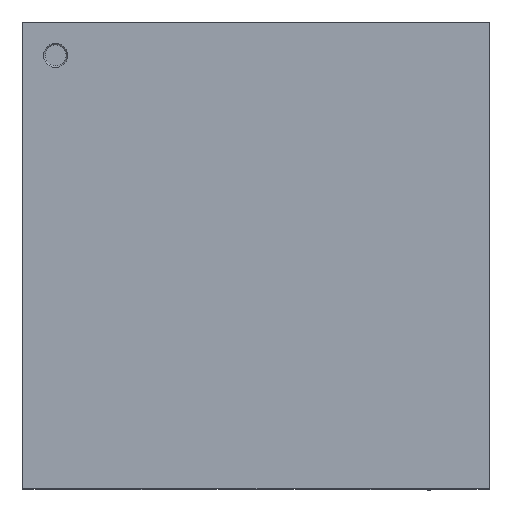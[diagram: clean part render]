
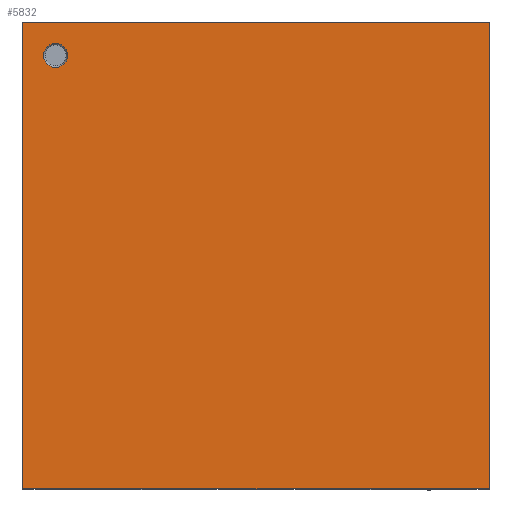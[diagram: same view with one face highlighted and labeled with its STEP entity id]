
A CAD part, top view. The second image highlights one B-rep face of the part: STEP entity #5832.
In plain terms, the highlighted planar face has unit normal (0, 0, 1).
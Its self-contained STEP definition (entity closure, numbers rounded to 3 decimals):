
#16 = CARTESIAN_POINT ( 'NONE',  ( -2.15, 2.15, 0.8 ) ) ;
#171 = DIRECTION ( 'NONE',  ( 1., 0., 0. ) ) ;
#623 = DIRECTION ( 'NONE',  ( 1., 0., 0. ) ) ;
#837 = AXIS2_PLACEMENT_3D ( 'NONE', #9735, #5200, #623 ) ;
#856 = VERTEX_POINT ( 'NONE', #4967 ) ;
#1353 = AXIS2_PLACEMENT_3D ( 'NONE', #2371, #2408, #171 ) ;
#1392 = EDGE_CURVE ( 'NONE', #856, #6501, #6221, .T. ) ;
#1949 = CARTESIAN_POINT ( 'NONE',  ( -2.5, -2.5, 0.8 ) ) ;
#2263 = ORIENTED_EDGE ( 'NONE', *, *, #2642, .T. ) ;
#2356 = VECTOR ( 'NONE', #5660, 1000. ) ;
#2371 = CARTESIAN_POINT ( 'NONE',  ( -2.15, 2.15, 0.8 ) ) ;
#2408 = DIRECTION ( 'NONE',  ( 0., 0., 1. ) ) ;
#2595 = LINE ( 'NONE', #3427, #2356 ) ;
#2642 = EDGE_CURVE ( 'NONE', #6439, #856, #2595, .T. ) ;
#2935 = EDGE_CURVE ( 'NONE', #6387, #5811, #4755, .T. ) ;
#3302 = CIRCLE ( 'NONE', #1353, 0.13 ) ;
#3385 = EDGE_CURVE ( 'NONE', #5811, #6387, #3302, .T. ) ;
#3427 = CARTESIAN_POINT ( 'NONE',  ( -2.5, 2.5, 0.8 ) ) ;
#3587 = ORIENTED_EDGE ( 'NONE', *, *, #3696, .T. ) ;
#3679 = DIRECTION ( 'NONE',  ( 1., 0., 0. ) ) ;
#3696 = EDGE_CURVE ( 'NONE', #5305, #6439, #4914, .T. ) ;
#4138 = CARTESIAN_POINT ( 'NONE',  ( -2.28, 2.15, 0.8 ) ) ;
#4156 = CARTESIAN_POINT ( 'NONE',  ( 2.5, -2.5, 0.8 ) ) ;
#4203 = VECTOR ( 'NONE', #6206, 1000. ) ;
#4382 = CARTESIAN_POINT ( 'NONE',  ( -2.02, 2.15, 0.8 ) ) ;
#4693 = VECTOR ( 'NONE', #5370, 1000. ) ;
#4755 = CIRCLE ( 'NONE', #8330, 0.13 ) ;
#4914 = LINE ( 'NONE', #6098, #4693 ) ;
#4967 = CARTESIAN_POINT ( 'NONE',  ( -2.5, 2.5, 0.8 ) ) ;
#5200 = DIRECTION ( 'NONE',  ( 0., 0., 1. ) ) ;
#5246 = ORIENTED_EDGE ( 'NONE', *, *, #2935, .F. ) ;
#5305 = VERTEX_POINT ( 'NONE', #4156 ) ;
#5370 = DIRECTION ( 'NONE',  ( 0., 1., 0. ) ) ;
#5398 = DIRECTION ( 'NONE',  ( 1., 0., 0. ) ) ;
#5560 = CARTESIAN_POINT ( 'NONE',  ( -2.5, 2.5, 0.8 ) ) ;
#5660 = DIRECTION ( 'NONE',  ( -1., 0., 0. ) ) ;
#5778 = VECTOR ( 'NONE', #5398, 1000. ) ;
#5811 = VERTEX_POINT ( 'NONE', #4382 ) ;
#5832 = ADVANCED_FACE ( 'NONE', ( #5960, #7727 ), #6681, .T. ) ;
#5936 = DIRECTION ( 'NONE',  ( 0., 0., 1. ) ) ;
#5960 = FACE_BOUND ( 'NONE', #8798, .T. ) ;
#6098 = CARTESIAN_POINT ( 'NONE',  ( 2.5, 2.5, 0.8 ) ) ;
#6206 = DIRECTION ( 'NONE',  ( 0., -1., 0. ) ) ;
#6221 = LINE ( 'NONE', #5560, #4203 ) ;
#6387 = VERTEX_POINT ( 'NONE', #4138 ) ;
#6439 = VERTEX_POINT ( 'NONE', #7197 ) ;
#6501 = VERTEX_POINT ( 'NONE', #1949 ) ;
#6681 = PLANE ( 'NONE',  #837 ) ;
#7197 = CARTESIAN_POINT ( 'NONE',  ( 2.5, 2.5, 0.8 ) ) ;
#7727 = FACE_OUTER_BOUND ( 'NONE', #7877, .T. ) ;
#7835 = ORIENTED_EDGE ( 'NONE', *, *, #1392, .T. ) ;
#7877 = EDGE_LOOP ( 'NONE', ( #7835, #8991, #3587, #2263 ) ) ;
#8156 = EDGE_CURVE ( 'NONE', #6501, #5305, #9796, .T. ) ;
#8330 = AXIS2_PLACEMENT_3D ( 'NONE', #16, #5936, #3679 ) ;
#8798 = EDGE_LOOP ( 'NONE', ( #9383, #5246 ) ) ;
#8991 = ORIENTED_EDGE ( 'NONE', *, *, #8156, .T. ) ;
#9132 = CARTESIAN_POINT ( 'NONE',  ( -2.5, -2.5, 0.8 ) ) ;
#9383 = ORIENTED_EDGE ( 'NONE', *, *, #3385, .F. ) ;
#9735 = CARTESIAN_POINT ( 'NONE',  ( -2.5, -2.5, 0.8 ) ) ;
#9796 = LINE ( 'NONE', #9132, #5778 ) ;
